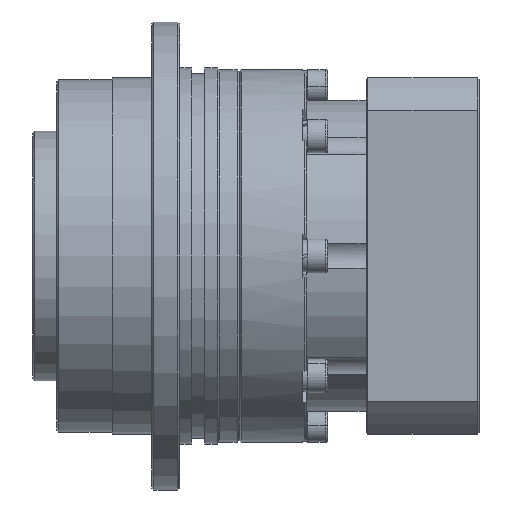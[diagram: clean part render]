
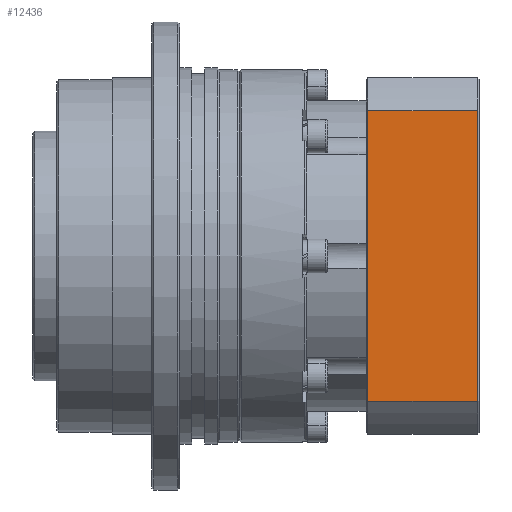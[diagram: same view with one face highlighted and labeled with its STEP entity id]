
A CAD part, front view. The second image highlights one B-rep face of the part: STEP entity #12436.
In plain terms, the highlighted planar face has unit normal (0, -1, 0).
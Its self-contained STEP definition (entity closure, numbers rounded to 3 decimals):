
#664 = VECTOR ( 'NONE', #10371, 1000. ) ;
#878 = DIRECTION ( 'NONE',  ( 0., 0., 1. ) ) ;
#978 = CARTESIAN_POINT ( 'NONE',  ( 0.4, -45., -36.592 ) ) ;
#1178 = LINE ( 'NONE', #8684, #664 ) ;
#2017 = VECTOR ( 'NONE', #14006, 1000. ) ;
#2370 = CARTESIAN_POINT ( 'NONE',  ( 0.4, -45., 36.592 ) ) ;
#2504 = LINE ( 'NONE', #4189, #14974 ) ;
#4035 = VECTOR ( 'NONE', #878, 1000. ) ;
#4189 = CARTESIAN_POINT ( 'NONE',  ( 0., -45., 36.592 ) ) ;
#5832 = DIRECTION ( 'NONE',  ( 1., 0., 0. ) ) ;
#5908 = ORIENTED_EDGE ( 'NONE', *, *, #19456, .F. ) ;
#6343 = VERTEX_POINT ( 'NONE', #16966 ) ;
#7854 = ORIENTED_EDGE ( 'NONE', *, *, #12372, .T. ) ;
#8090 = EDGE_CURVE ( 'NONE', #19945, #14379, #19294, .T. ) ;
#8360 = LINE ( 'NONE', #12283, #4035 ) ;
#8422 = CARTESIAN_POINT ( 'NONE',  ( 0.4, -45., -36.592 ) ) ;
#8684 = CARTESIAN_POINT ( 'NONE',  ( 0., -45., -36.592 ) ) ;
#8896 = CARTESIAN_POINT ( 'NONE',  ( 0., -45., -36.592 ) ) ;
#9719 = EDGE_LOOP ( 'NONE', ( #7854, #17409, #5908, #17574 ) ) ;
#10371 = DIRECTION ( 'NONE',  ( 1., 0., 0. ) ) ;
#10500 = DIRECTION ( 'NONE',  ( 0., 0., 1. ) ) ;
#11886 = EDGE_CURVE ( 'NONE', #16305, #6343, #8360, .T. ) ;
#12283 = CARTESIAN_POINT ( 'NONE',  ( 28.1, -45., -36.592 ) ) ;
#12372 = EDGE_CURVE ( 'NONE', #14379, #16305, #1178, .T. ) ;
#12436 = ADVANCED_FACE ( 'NONE', ( #16461 ), #18588, .F. ) ;
#13189 = CARTESIAN_POINT ( 'NONE',  ( 28.1, -45., -36.592 ) ) ;
#13488 = AXIS2_PLACEMENT_3D ( 'NONE', #8896, #20243, #10500 ) ;
#14006 = DIRECTION ( 'NONE',  ( 0., 0., -1. ) ) ;
#14379 = VERTEX_POINT ( 'NONE', #8422 ) ;
#14974 = VECTOR ( 'NONE', #5832, 1000. ) ;
#16305 = VERTEX_POINT ( 'NONE', #13189 ) ;
#16461 = FACE_OUTER_BOUND ( 'NONE', #9719, .T. ) ;
#16966 = CARTESIAN_POINT ( 'NONE',  ( 28.1, -45., 36.592 ) ) ;
#17409 = ORIENTED_EDGE ( 'NONE', *, *, #11886, .T. ) ;
#17574 = ORIENTED_EDGE ( 'NONE', *, *, #8090, .T. ) ;
#18588 = PLANE ( 'NONE',  #13488 ) ;
#19294 = LINE ( 'NONE', #978, #2017 ) ;
#19456 = EDGE_CURVE ( 'NONE', #19945, #6343, #2504, .T. ) ;
#19945 = VERTEX_POINT ( 'NONE', #2370 ) ;
#20243 = DIRECTION ( 'NONE',  ( 0., 1., 0. ) ) ;
